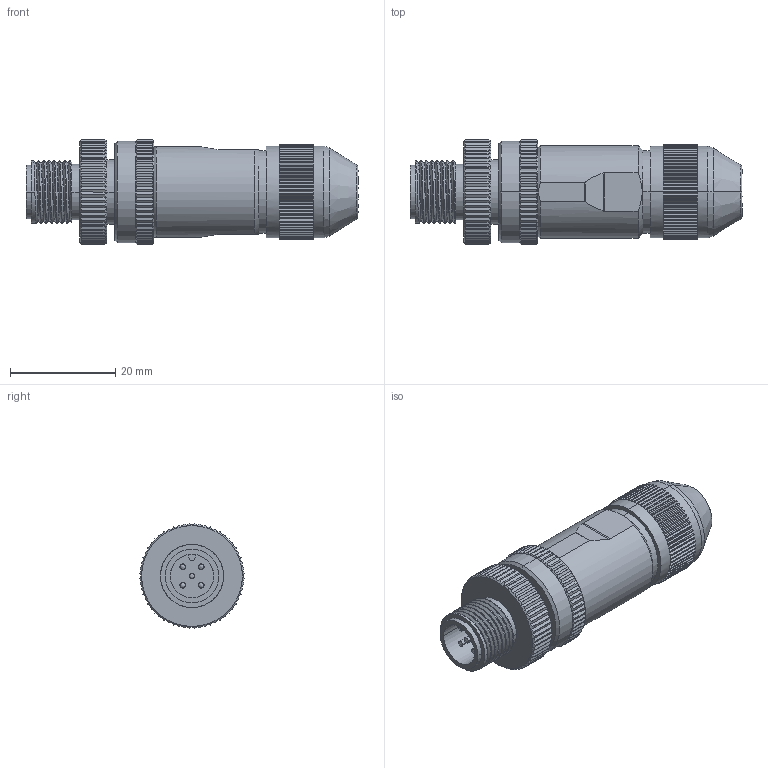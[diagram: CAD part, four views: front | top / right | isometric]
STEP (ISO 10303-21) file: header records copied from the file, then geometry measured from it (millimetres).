
FILE_DESCRIPTION (( 'STEP AP203' ), '1' );
FILE_NAME ('P153.STEP', '2020-03-31T03:55:18', ( 'edpusr' ), ( 'Microsoft' ), 'SwSTEP 2.0', 'SolidWorks 2015', '' );
FILE_SCHEMA (( 'CONFIG_CONTROL_DESIGN' ));
Length unit declared in the file: millimetre
Products named in the file (1): P153
Bounding box: 63.23 x 19.98 x 19.98 mm (x, y, z)
Volume: 13065 mm3; surface area: 5143.4 mm2
Topology: 1 solids, 1 shells, 820 faces, 2104 edges, 1302 vertices
Faces by surface type: plane 544, cylinder 246, cone 16, bspline 14
Entity records: 27078 total; most frequent: CARTESIAN_POINT 7880, ORIENTED_EDGE 4208, DIRECTION 3776, EDGE_CURVE 2104, AXIS2_PLACEMENT_3D 1415, VERTEX_POINT 1302, LINE 946, VECTOR 946
